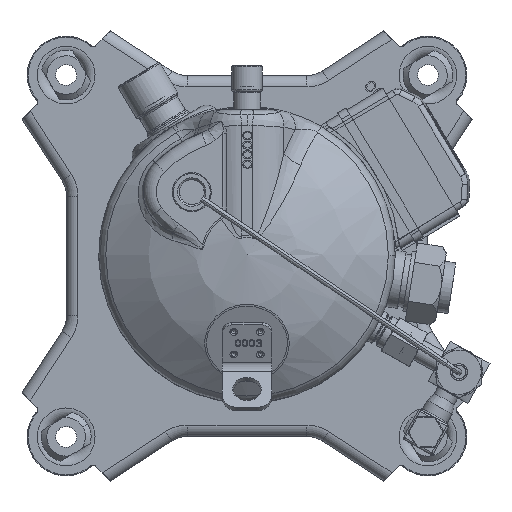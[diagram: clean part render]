
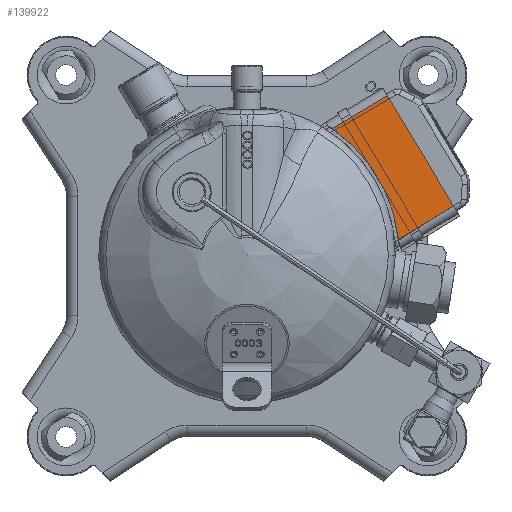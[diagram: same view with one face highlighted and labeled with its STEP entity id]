
A CAD part, top view. The second image highlights one B-rep face of the part: STEP entity #139922.
In plain terms, the highlighted planar face has unit normal (0, 0, 1).
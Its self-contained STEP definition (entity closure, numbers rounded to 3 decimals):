
#138207=CARTESIAN_POINT('',(79.8,2.697,318.8));
#138208=VERTEX_POINT('',#138207);
#138222=CARTESIAN_POINT('',(44.777,60.984,318.8));
#138223=VERTEX_POINT('',#138222);
#138224=CARTESIAN_POINT('',(-2.143,-6.874,318.8));
#138225=DIRECTION('',(0.,0.,1.));
#138226=DIRECTION('',(0.857,0.515,0.));
#138227=AXIS2_PLACEMENT_3D('',#138224,#138225,#138226);
#138228=CIRCLE('',#138227,82.5);
#138229=EDGE_CURVE('',#138208,#138223,#138228,.T.);
#139638=CARTESIAN_POINT('',(73.777,78.409,318.8));
#139639=VERTEX_POINT('',#139638);
#139647=CARTESIAN_POINT('',(108.8,20.122,318.8));
#139648=VERTEX_POINT('',#139647);
#139649=CARTESIAN_POINT('',(73.777,78.409,318.8));
#139650=DIRECTION('',(0.515,-0.857,0.));
#139651=VECTOR('',#139650,68.);
#139652=LINE('',#139649,#139651);
#139653=EDGE_CURVE('',#139639,#139648,#139652,.T.);
#139896=CARTESIAN_POINT('',(79.8,2.697,318.8));
#139897=DIRECTION('',(0.857,0.515,0.));
#139898=VECTOR('',#139897,33.832);
#139899=LINE('',#139896,#139898);
#139900=EDGE_CURVE('',#138208,#139648,#139899,.T.);
#139906=CARTESIAN_POINT('',(43.776,60.383,318.8));
#139907=DIRECTION('',(0.,0.,1.));
#139908=DIRECTION('',(0.515,-0.857,0.));
#139909=AXIS2_PLACEMENT_3D('',#139906,#139907,#139908);
#139910=PLANE('',#139909);
#139911=ORIENTED_EDGE('',*,*,#139900,.T.);
#139912=ORIENTED_EDGE('',*,*,#139653,.F.);
#139913=CARTESIAN_POINT('',(44.777,60.984,318.8));
#139914=DIRECTION('',(0.857,0.515,0.));
#139915=VECTOR('',#139914,33.832);
#139916=LINE('',#139913,#139915);
#139917=EDGE_CURVE('',#138223,#139639,#139916,.T.);
#139918=ORIENTED_EDGE('',*,*,#139917,.F.);
#139919=ORIENTED_EDGE('',*,*,#138229,.F.);
#139920=EDGE_LOOP('',(#139911,#139912,#139918,#139919));
#139921=FACE_BOUND('',#139920,.T.);
#139922=ADVANCED_FACE('',(#139921),#139910,.T.);
